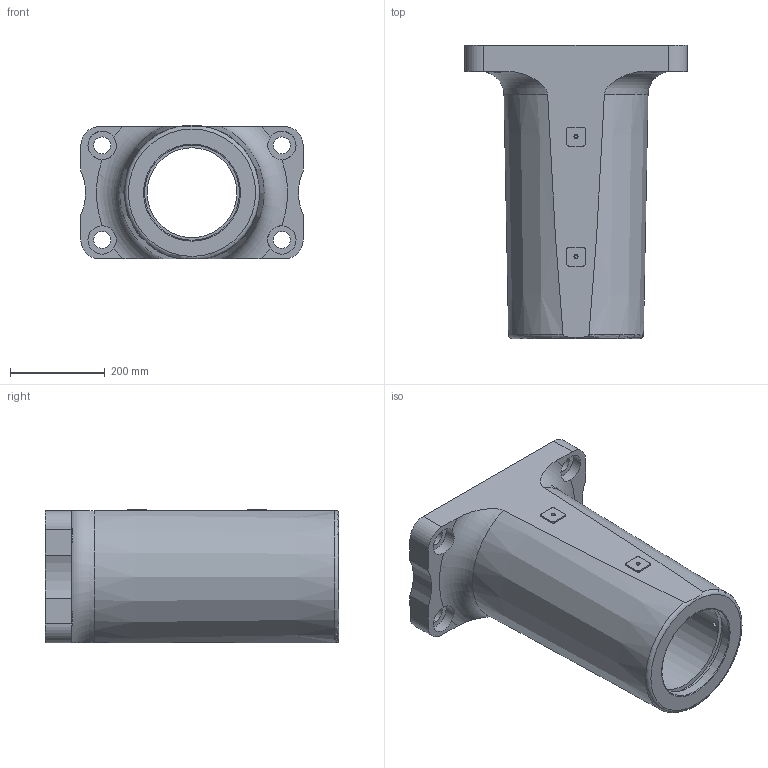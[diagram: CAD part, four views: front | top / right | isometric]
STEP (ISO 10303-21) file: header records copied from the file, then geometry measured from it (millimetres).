
FILE_DESCRIPTION (( 'STEP AP203' ), '1' );
FILE_NAME ('472B04S02-½Ä±ì.STEP', '2023-09-28T05:43:50', ( '' ), ( '' ), 'SwSTEP 2.0', 'SolidWorks 2018', '' );
FILE_SCHEMA (( 'CONFIG_CONTROL_DESIGN' ));
Length unit declared in the file: millimetre
Products named in the file (1): 472B04S02-衝桿
Bounding box: 470 x 620 x 283 mm (x, y, z)
Volume: 26374620.6 mm3; surface area: 1208985.8 mm2
Topology: 1 solids, 1 shells, 80 faces, 215 edges, 142 vertices
Faces by surface type: cylinder 34, plane 30, cone 13, torus 3
Full cylindrical faces by diameter (mm): 8.5 x3, 10.7 x1, 13 x2, 36 x4, 60 x4, 190 x1, 200 x1, 201 x3, 220 x1
Entity records: 3168 total; most frequent: CARTESIAN_POINT 1263, DIRECTION 388, ORIENTED_EDGE 328, AXIS2_PLACEMENT_3D 164, EDGE_CURVE 164, EDGE_LOOP 136, VERTEX_POINT 124, FACE_OUTER_BOUND 101
